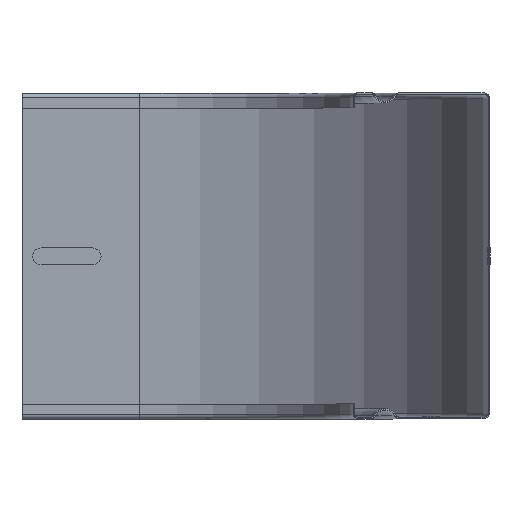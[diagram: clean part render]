
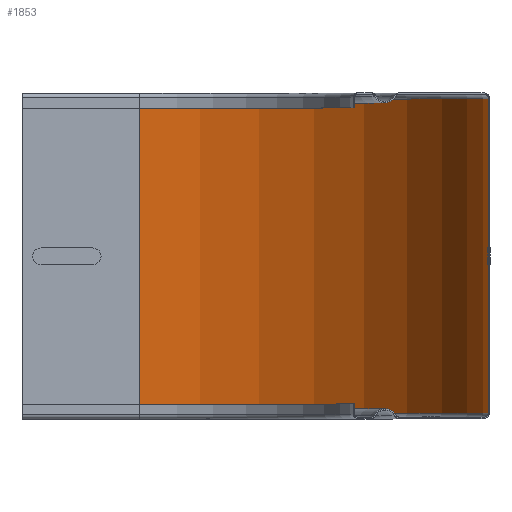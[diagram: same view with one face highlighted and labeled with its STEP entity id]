
A CAD part, top view. The second image highlights one B-rep face of the part: STEP entity #1853.
In plain terms, the highlighted cylindrical face has radius 163.3 mm (diameter 326.6 mm), a partial arc.
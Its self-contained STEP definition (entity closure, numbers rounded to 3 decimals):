
#171=FACE_OUTER_BOUND('',#277,.T.);
#277=EDGE_LOOP('',(#1512,#1513,#1514,#1515));
#407=LINE('',#3114,#551);
#412=LINE('',#3122,#556);
#551=VECTOR('',#2505,1.);
#556=VECTOR('',#2514,1.);
#634=CIRCLE('',#1938,163.3);
#690=CIRCLE('',#2040,163.3);
#786=VERTEX_POINT('',#2875);
#788=VERTEX_POINT('',#2881);
#859=VERTEX_POINT('',#3109);
#860=VERTEX_POINT('',#3121);
#990=EDGE_CURVE('',#788,#786,#634,.T.);
#1105=EDGE_CURVE('',#859,#786,#407,.T.);
#1110=EDGE_CURVE('',#788,#860,#412,.T.);
#1111=EDGE_CURVE('',#860,#859,#690,.T.);
#1512=ORIENTED_EDGE('',*,*,#1110,.F.);
#1513=ORIENTED_EDGE('',*,*,#990,.T.);
#1514=ORIENTED_EDGE('',*,*,#1105,.F.);
#1515=ORIENTED_EDGE('',*,*,#1111,.F.);
#1780=CYLINDRICAL_SURFACE('',#2039,163.3);
#1853=ADVANCED_FACE('',(#171),#1780,.F.);
#1938=AXIS2_PLACEMENT_3D('',#2885,#2246,#2247);
#2039=AXIS2_PLACEMENT_3D('',#3120,#2512,#2513);
#2040=AXIS2_PLACEMENT_3D('',#3123,#2515,#2516);
#2246=DIRECTION('center_axis',(0.,-1.,0.));
#2247=DIRECTION('ref_axis',(0.,0.,
-1.));
#2505=DIRECTION('',(0.,-1.,0.));
#2512=DIRECTION('center_axis',(0.,-1.,0.));
#2513=DIRECTION('ref_axis',(0.,0.,-1.));
#2514=DIRECTION('',(0.,1.,0.));
#2515=DIRECTION('center_axis',(0.,-1.,0.));
#2516=DIRECTION('ref_axis',(0.,0.,-1.));
#2875=CARTESIAN_POINT('',(167.192,-44.937,168.783));
#2881=CARTESIAN_POINT('',(3.892,-44.937,5.483));
#2885=CARTESIAN_POINT('Origin',(3.892,-44.937,168.783));
#3109=CARTESIAN_POINT('',(167.192,102.263,168.783));
#3114=CARTESIAN_POINT('',(167.192,53.663,168.783));
#3120=CARTESIAN_POINT('Origin',(3.892,77.963,168.783));
#3121=CARTESIAN_POINT('',(3.892,102.263,5.483));
#3122=CARTESIAN_POINT('',(3.892,53.663,5.483));
#3123=CARTESIAN_POINT('Origin',(3.892,102.263,168.783));
